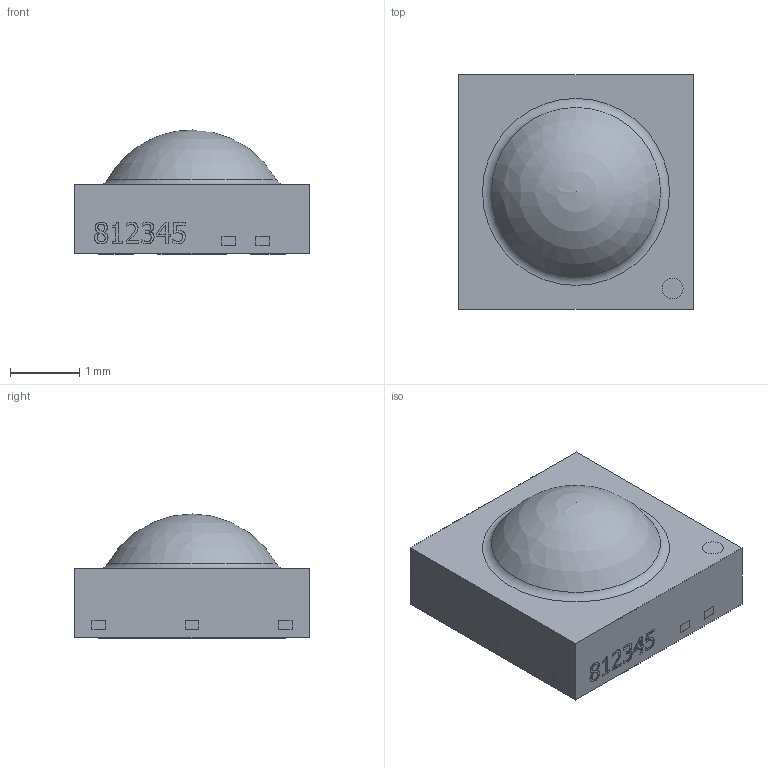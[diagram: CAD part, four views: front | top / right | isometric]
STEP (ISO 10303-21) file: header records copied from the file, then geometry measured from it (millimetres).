
FILE_DESCRIPTION(/* description */ (''),/* implementation_level */ '2;1');
FILE_NAME(/* name */ 'VSMA10xx60 MARCOM.stp',/* time_stamp */ '2021-06-29T11:18:15+02:00',/* author */ ('pmuehleck'),/* organization */ (''),/* preprocessor_version */ 'ST-DEVELOPER v17.2',/* originating_system */ 'Autodesk Inventor 2019',/* authorisation */ '');
FILE_SCHEMA (('AUTOMOTIVE_DESIGN { 1 0 10303 214 3 1 1 }'));
Length unit declared in the file: millimetre
Products named in the file (1): PM-10065.00-000_MARCOM_60
Bounding box: 3.4 x 3.4 x 1.8 mm (x, y, z)
Volume: 13.8 mm3; surface area: 38.7 mm2
Topology: 1 solids, 1 shells, 208 faces, 549 edges, 366 vertices
Faces by surface type: plane 129, bspline 63, cylinder 14, torus 1, sphere 1
Full cylindrical faces by diameter (mm): 0.3 x1
Entity records: 7031 total; most frequent: CARTESIAN_POINT 2129, ORIENTED_EDGE 1096, DIRECTION 747, EDGE_CURVE 548, LINE 389, VECTOR 389, VERTEX_POINT 366, EDGE_LOOP 232
